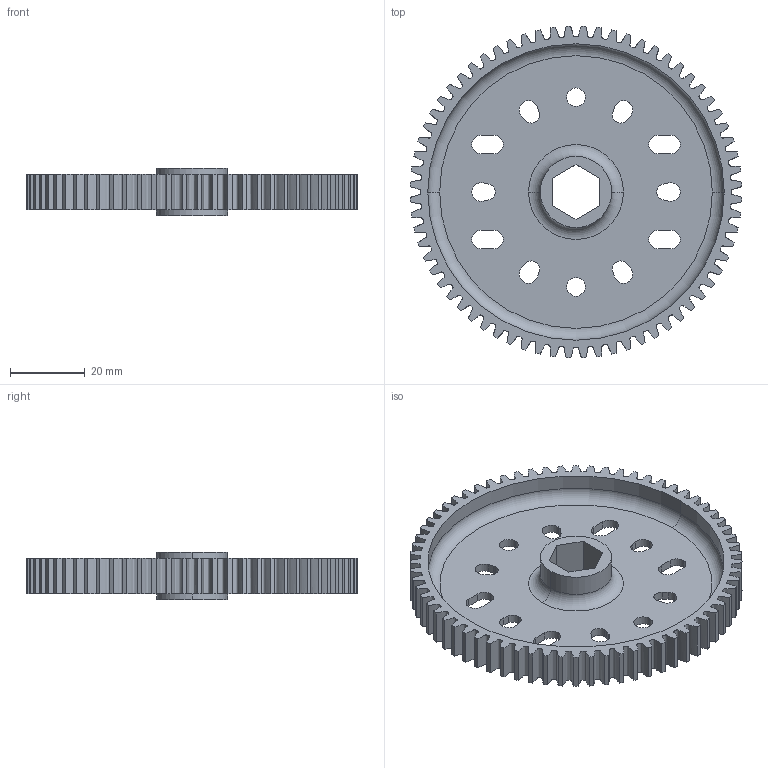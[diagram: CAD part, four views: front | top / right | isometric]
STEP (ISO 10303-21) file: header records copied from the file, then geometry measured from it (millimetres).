
FILE_DESCRIPTION (( 'STEP AP214' ), '1' );
FILE_NAME ('WCP-1431 Rev1.step', '2024-01-26T20:54:22', ( '' ), ( '' ), 'SwSTEP 2.0', 'SolidWorks 2022', '' );
FILE_SCHEMA (( 'AUTOMOTIVE_DESIGN' ));
Length unit declared in the file: inch
Products named in the file (1): WCP-1431 Rev1
Bounding box: 88.85 x 88.85 x 12.65 mm (x, y, z)
Volume: 22583.7 mm3; surface area: 19062.8 mm2
Topology: 1 solids, 1 shells, 364 faces, 1022 edges, 680 vertices
Faces by surface type: plane 129, bspline 122, cylinder 109, torus 4
Entity records: 34228 total; most frequent: CARTESIAN_POINT 25357, ORIENTED_EDGE 2044, DIRECTION 1490, EDGE_CURVE 1022, VERTEX_POINT 680, LINE 552, VECTOR 552, AXIS2_PLACEMENT_3D 469
